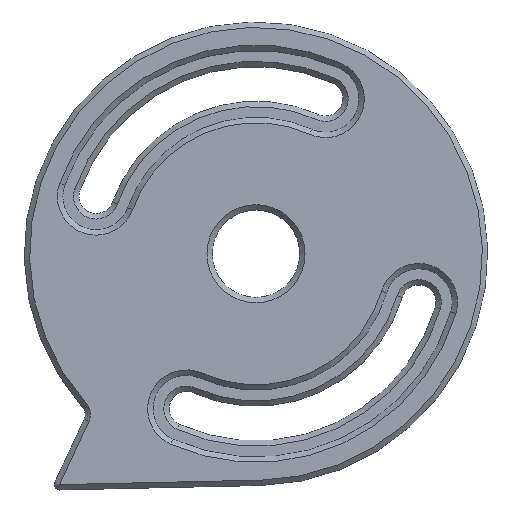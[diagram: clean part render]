
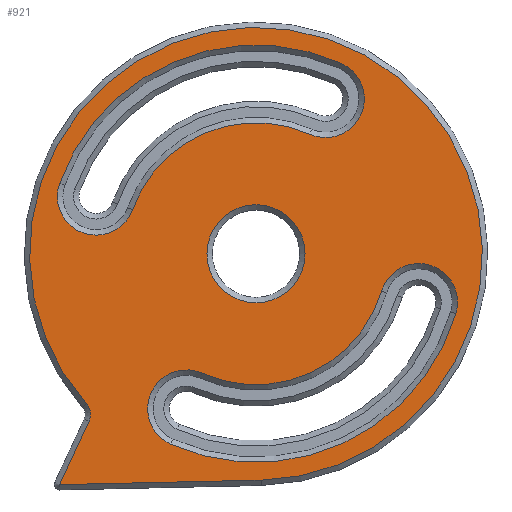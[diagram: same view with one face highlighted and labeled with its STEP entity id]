
A CAD part, left-side view. The second image highlights one B-rep face of the part: STEP entity #921.
In plain terms, the highlighted planar face has unit normal (-1, 0, 0).
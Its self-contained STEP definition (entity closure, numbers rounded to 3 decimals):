
#19=FACE_BOUND('',#135,.T.);
#20=FACE_BOUND('',#136,.T.);
#21=FACE_BOUND('',#137,.T.);
#51=PLANE('',#1016);
#69=FACE_OUTER_BOUND('',#134,.T.);
#134=EDGE_LOOP('',(#669,#670,#671,#672));
#135=EDGE_LOOP('',(#673,#674,#675,#676));
#136=EDGE_LOOP('',(#677));
#137=EDGE_LOOP('',(#678,#679,#680,#681));
#202=CIRCLE('',#1008,21.);
#204=CIRCLE('',#1011,1.5);
#205=CIRCLE('',#1017,12.15);
#206=CIRCLE('',#1018,3.6);
#207=CIRCLE('',#1019,19.35);
#208=CIRCLE('',#1020,3.6);
#209=CIRCLE('',#1021,4.55);
#210=CIRCLE('',#1022,3.6);
#211=CIRCLE('',#1023,19.35);
#212=CIRCLE('',#1024,3.6);
#213=CIRCLE('',#1025,12.15);
#270=LINE('',#1508,#336);
#275=LINE('',#1524,#341);
#336=VECTOR('',#1178,10.);
#341=VECTOR('',#1197,10.);
#409=VERTEX_POINT('',#1505);
#410=VERTEX_POINT('',#1507);
#412=VERTEX_POINT('',#1513);
#414=VERTEX_POINT('',#1519);
#415=VERTEX_POINT('',#1532);
#416=VERTEX_POINT('',#1533);
#417=VERTEX_POINT('',#1535);
#418=VERTEX_POINT('',#1537);
#419=VERTEX_POINT('',#1540);
#420=VERTEX_POINT('',#1542);
#421=VERTEX_POINT('',#1543);
#422=VERTEX_POINT('',#1545);
#423=VERTEX_POINT('',#1547);
#495=EDGE_CURVE('',#409,#410,#270,.T.);
#499=EDGE_CURVE('',#412,#409,#202,.T.);
#502=EDGE_CURVE('',#414,#412,#204,.T.);
#504=EDGE_CURVE('',#410,#414,#275,.T.);
#508=EDGE_CURVE('',#415,#416,#205,.T.);
#509=EDGE_CURVE('',#417,#415,#206,.T.);
#510=EDGE_CURVE('',#418,#417,#207,.T.);
#511=EDGE_CURVE('',#416,#418,#208,.T.);
#512=EDGE_CURVE('',#419,#419,#209,.T.);
#513=EDGE_CURVE('',#420,#421,#210,.T.);
#514=EDGE_CURVE('',#422,#420,#211,.T.);
#515=EDGE_CURVE('',#423,#422,#212,.T.);
#516=EDGE_CURVE('',#421,#423,#213,.T.);
#669=ORIENTED_EDGE('',*,*,#495,.F.);
#670=ORIENTED_EDGE('',*,*,#499,.F.);
#671=ORIENTED_EDGE('',*,*,#502,.F.);
#672=ORIENTED_EDGE('',*,*,#504,.F.);
#673=ORIENTED_EDGE('',*,*,#508,.F.);
#674=ORIENTED_EDGE('',*,*,#509,.F.);
#675=ORIENTED_EDGE('',*,*,#510,.F.);
#676=ORIENTED_EDGE('',*,*,#511,.F.);
#677=ORIENTED_EDGE('',*,*,#512,.F.);
#678=ORIENTED_EDGE('',*,*,#513,.F.);
#679=ORIENTED_EDGE('',*,*,#514,.F.);
#680=ORIENTED_EDGE('',*,*,#515,.F.);
#681=ORIENTED_EDGE('',*,*,#516,.F.);
#921=ADVANCED_FACE('',(#69,#19,#20,#21),#51,.T.);
#1008=AXIS2_PLACEMENT_3D('',#1515,#1185,#1186);
#1011=AXIS2_PLACEMENT_3D('',#1521,#1192,#1193);
#1016=AXIS2_PLACEMENT_3D('',#1531,#1207,#1208);
#1017=AXIS2_PLACEMENT_3D('',#1534,#1209,#1210);
#1018=AXIS2_PLACEMENT_3D('',#1536,#1211,#1212);
#1019=AXIS2_PLACEMENT_3D('',#1538,#1213,#1214);
#1020=AXIS2_PLACEMENT_3D('',#1539,#1215,#1216);
#1021=AXIS2_PLACEMENT_3D('',#1541,#1217,#1218);
#1022=AXIS2_PLACEMENT_3D('',#1544,#1219,#1220);
#1023=AXIS2_PLACEMENT_3D('',#1546,#1221,#1222);
#1024=AXIS2_PLACEMENT_3D('',#1548,#1223,#1224);
#1025=AXIS2_PLACEMENT_3D('',#1549,#1225,#1226);
#1178=DIRECTION('',(0.,1.,-0.022));
#1185=DIRECTION('center_axis',(1.,0.,0.));
#1186=DIRECTION('ref_axis',(0.,0.906,0.423));
#1192=DIRECTION('center_axis',(-1.,0.,0.));
#1193=DIRECTION('ref_axis',(0.,-0.99,0.144));
#1197=DIRECTION('',(0.,-0.423,0.906));
#1207=DIRECTION('center_axis',(-1.,0.,0.));
#1208=DIRECTION('ref_axis',(0.,-0.423,0.906));
#1209=DIRECTION('center_axis',(1.,0.,0.));
#1210=DIRECTION('ref_axis',(0.,-0.409,0.912));
#1211=DIRECTION('center_axis',(-1.,0.,0.));
#1212=DIRECTION('ref_axis',(0.,0.941,0.338));
#1213=DIRECTION('center_axis',(-1.,0.,0.));
#1214=DIRECTION('ref_axis',(0.,-0.409,0.912));
#1215=DIRECTION('center_axis',(-1.,0.,0.));
#1216=DIRECTION('ref_axis',(0.,0.409,-0.912));
#1217=DIRECTION('center_axis',(-1.,0.,0.));
#1218=DIRECTION('ref_axis',(0.,0.,
1.));
#1219=DIRECTION('center_axis',(-1.,0.,0.));
#1220=DIRECTION('ref_axis',(0.,-0.958,-0.286));
#1221=DIRECTION('center_axis',(-1.,0.,0.));
#1222=DIRECTION('ref_axis',(0.,0.409,-0.912));
#1223=DIRECTION('center_axis',(-1.,0.,0.));
#1224=DIRECTION('ref_axis',(0.,-0.409,0.912));
#1225=DIRECTION('center_axis',(1.,0.,0.));
#1226=DIRECTION('ref_axis',(0.,0.409,-0.912));
#1505=CARTESIAN_POINT('',(-39.7,-4.54,2.488));
#1507=CARTESIAN_POINT('',(-39.7,14.145,2.073));
#1508=CARTESIAN_POINT('',(-39.7,-4.021,2.477));
#1513=CARTESIAN_POINT('',(-39.7,11.649,9.562));
#1515=CARTESIAN_POINT('Origin',(-39.7,-4.074,23.483));
#1519=CARTESIAN_POINT('',(-39.7,11.413,7.933));
#1521=CARTESIAN_POINT('Origin',(-39.7,12.772,8.567));
#1524=CARTESIAN_POINT('',(-39.7,8.508,14.161));
#1531=CARTESIAN_POINT('Origin',(-39.7,-3.083,21.359));
#1532=CARTESIAN_POINT('',(-39.7,7.361,27.589));
#1533=CARTESIAN_POINT('',(-39.7,-9.048,34.568));
#1534=CARTESIAN_POINT('Origin',(-39.7,-4.074,23.483));
#1535=CARTESIAN_POINT('',(-39.7,14.138,30.023));
#1536=CARTESIAN_POINT('Origin',(-39.7,10.749,28.806));
#1537=CARTESIAN_POINT('',(-39.7,-11.996,41.137));
#1538=CARTESIAN_POINT('Origin',(-39.7,-4.074,23.483));
#1539=CARTESIAN_POINT('Origin',(-39.7,-10.522,37.852));
#1540=CARTESIAN_POINT('',(-39.7,-4.074,18.933));
#1541=CARTESIAN_POINT('Origin',(-39.7,-4.074,23.483));
#1542=CARTESIAN_POINT('',(-39.7,-22.618,17.956));
#1543=CARTESIAN_POINT('',(-39.7,-15.718,20.013));
#1544=CARTESIAN_POINT('Origin',(-39.7,-19.168,18.985));
#1545=CARTESIAN_POINT('',(-39.7,3.849,5.829));
#1546=CARTESIAN_POINT('Origin',(-39.7,-4.074,23.483));
#1547=CARTESIAN_POINT('',(-39.7,0.901,12.398));
#1548=CARTESIAN_POINT('Origin',(-39.7,2.375,9.114));
#1549=CARTESIAN_POINT('Origin',(-39.7,-4.074,23.483));
